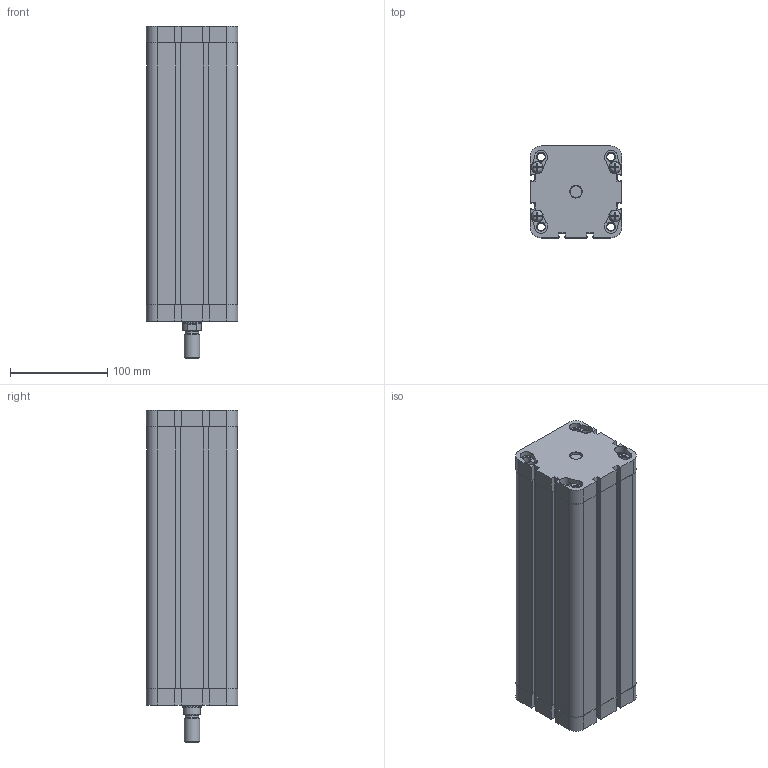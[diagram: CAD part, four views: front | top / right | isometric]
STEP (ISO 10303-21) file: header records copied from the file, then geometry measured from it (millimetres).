
FILE_DESCRIPTION(/* description */ (''),/* implementation_level */ '2;1');
FILE_NAME(/* name */ 'nad_80-250-ag.stp',/* time_stamp */ '2017-08-28T13:59:24+02:00',/* author */ ('leitheußer'),/* organization */ (''),/* preprocessor_version */ 'ST-DEVELOPER v15.6',/* originating_system */ 'Autodesk Inventor LT ',/* authorisation */ '');
FILE_SCHEMA (('AUTOMOTIVE_DESIGN { 1 0 10303 214 3 1 1 }'));
Length unit declared in the file: millimetre
Products named in the file (1): CDEM080_250_KNM
Bounding box: 94.5 x 94.5 x 342 mm (x, y, z)
Volume: 985202.6 mm3; surface area: 416545.1 mm2
Topology: 20 solids, 20 shells, 638 faces, 1626 edges, 1063 vertices
Faces by surface type: plane 333, cylinder 220, cone 60, torus 17, bspline 8
Full cylindrical faces by diameter (mm): 4 x2, 5.6 x4, 6 x8, 6.5 x8, 8.376 x8, 8.566 x2, 12 x9, 12.3 x8, 13.7 x1, 13.835 x1, 16 x5, 19 x1, 20 x4, 20.27 x1, 21.9 x1, 22.394 x1, 23.462 x1, 25 x3, 32 x2, 35.5 x2, 42 x2, 77.4 x2, 79.4 x1, 80 x5, 83.4 x2
Entity records: 19600 total; most frequent: CARTESIAN_POINT 4615, DIRECTION 3046, ORIENTED_EDGE 2914, EDGE_CURVE 1457, AXIS2_PLACEMENT_3D 1132, VERTEX_POINT 1041, EDGE_LOOP 896, LINE 782
